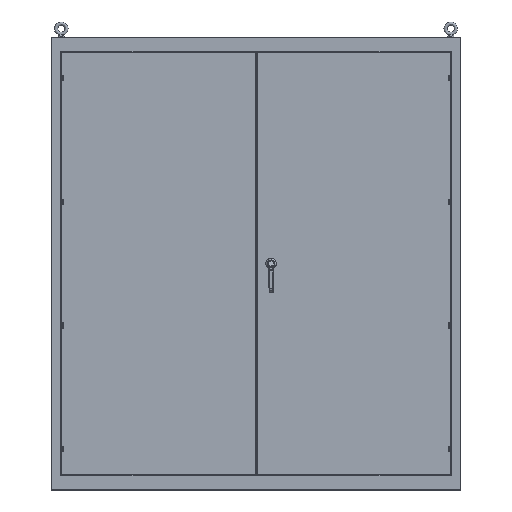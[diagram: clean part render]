
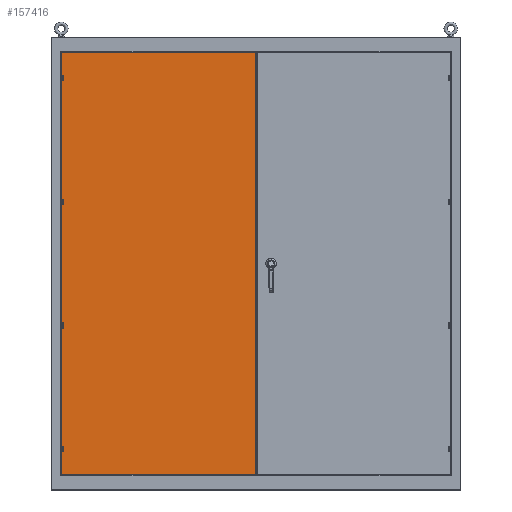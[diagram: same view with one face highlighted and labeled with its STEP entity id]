
A CAD part, top view. The second image highlights one B-rep face of the part: STEP entity #157416.
In plain terms, the highlighted planar face has unit normal (0, 0, 1).
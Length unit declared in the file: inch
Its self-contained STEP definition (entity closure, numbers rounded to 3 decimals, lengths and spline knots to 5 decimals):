
#2199 = VERTEX_POINT ( 'NONE', #171053 ) ;
#7849 = EDGE_CURVE ( 'NONE', #2199, #23772, #159658, .T. ) ;
#18583 = ORIENTED_EDGE ( 'NONE', *, *, #71494, .T. ) ;
#19786 = VECTOR ( 'NONE', #42003, 39.37008 ) ;
#23772 = VERTEX_POINT ( 'NONE', #110816 ) ;
#29703 = ORIENTED_EDGE ( 'NONE', *, *, #7849, .T. ) ;
#42003 = DIRECTION ( 'NONE',  ( -1., 0., 0. ) ) ;
#44148 = FACE_OUTER_BOUND ( 'NONE', #107991, .T. ) ;
#44372 = LINE ( 'NONE', #80486, #19786 ) ;
#53525 = CARTESIAN_POINT ( 'NONE',  ( -36.66664, 0., 10.058 ) ) ;
#66936 = DIRECTION ( 'NONE',  ( 1., 0., 0. ) ) ;
#71494 = EDGE_CURVE ( 'NONE', #23772, #175906, #44372, .T. ) ;
#80486 = CARTESIAN_POINT ( 'NONE',  ( 0., 40.13189, 10.058 ) ) ;
#84988 = PLANE ( 'NONE',  #86005 ) ;
#86005 = AXIS2_PLACEMENT_3D ( 'NONE', #229555, #158475, #66936 ) ;
#107991 = EDGE_LOOP ( 'NONE', ( #29703, #18583, #119756, #151391 ) ) ;
#110816 = CARTESIAN_POINT ( 'NONE',  ( 0.2465, 40.13189, 10.058 ) ) ;
#119756 = ORIENTED_EDGE ( 'NONE', *, *, #136324, .T. ) ;
#121238 = VERTEX_POINT ( 'NONE', #141908 ) ;
#124769 = EDGE_CURVE ( 'NONE', #121238, #2199, #232848, .T. ) ;
#136324 = EDGE_CURVE ( 'NONE', #175906, #121238, #218491, .T. ) ;
#138945 = DIRECTION ( 'NONE',  ( 1., 0., 0. ) ) ;
#139977 = VECTOR ( 'NONE', #141584, 39.37008 ) ;
#141584 = DIRECTION ( 'NONE',  ( 0., 1., 0. ) ) ;
#141908 = CARTESIAN_POINT ( 'NONE',  ( -36.66664, -40.13189, 10.058 ) ) ;
#146210 = DIRECTION ( 'NONE',  ( 0., -1., 0. ) ) ;
#151391 = ORIENTED_EDGE ( 'NONE', *, *, #124769, .T. ) ;
#157058 = CARTESIAN_POINT ( 'NONE',  ( 0., -40.13189, 10.058 ) ) ;
#157416 = ADVANCED_FACE ( 'NONE', ( #44148 ), #84988, .T. ) ;
#158475 = DIRECTION ( 'NONE',  ( 0., 0., 1. ) ) ;
#159658 = LINE ( 'NONE', #233100, #139977 ) ;
#160415 = CARTESIAN_POINT ( 'NONE',  ( -36.66664, 40.13189, 10.058 ) ) ;
#167641 = VECTOR ( 'NONE', #138945, 39.37008 ) ;
#171053 = CARTESIAN_POINT ( 'NONE',  ( 0.2465, -40.13189, 10.058 ) ) ;
#175906 = VERTEX_POINT ( 'NONE', #160415 ) ;
#218491 = LINE ( 'NONE', #53525, #222761 ) ;
#222761 = VECTOR ( 'NONE', #146210, 39.37008 ) ;
#229555 = CARTESIAN_POINT ( 'NONE',  ( 0., 0., 10.058 ) ) ;
#232848 = LINE ( 'NONE', #157058, #167641 ) ;
#233100 = CARTESIAN_POINT ( 'NONE',  ( 0.2465, 0., 10.058 ) ) ;
